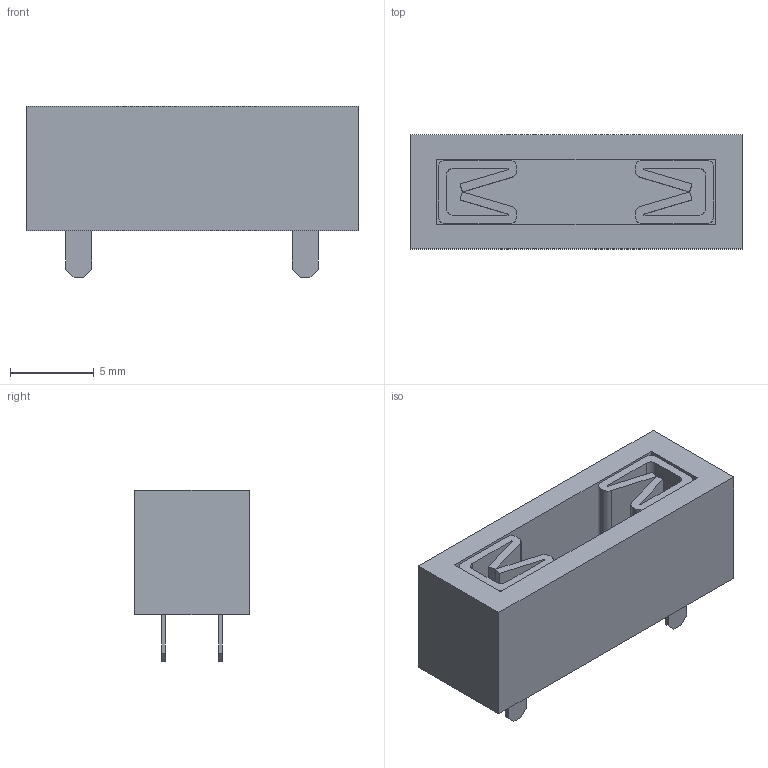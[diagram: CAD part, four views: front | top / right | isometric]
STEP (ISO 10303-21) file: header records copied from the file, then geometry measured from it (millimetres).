
FILE_DESCRIPTION(/* description */ (''),/* implementation_level */ '2;1');
FILE_NAME(/* name */ '3557-10 v2.step',/* time_stamp */ '2022-07-01T14:53:08-07:00',/* author */ (''),/* organization */ (''),/* preprocessor_version */ 'ST-DEVELOPER v19',/* originating_system */ 'Autodesk Translation Framework v11.7.0.108',/* authorisation */ '');
FILE_SCHEMA (('AUTOMOTIVE_DESIGN { 1 0 10303 214 3 1 1 }'));
Length unit declared in the file: millimetre
Products named in the file (1): 3557-10
Bounding box: 19.8 x 6.8 x 10.2 mm (x, y, z)
Volume: 703.8 mm3; surface area: 1479.6 mm2
Topology: 7 solids, 7 shells, 103 faces, 264 edges, 172 vertices
Faces by surface type: plane 79, cylinder 24
Entity records: 3139 total; most frequent: CARTESIAN_POINT 540, ORIENTED_EDGE 528, DIRECTION 520, EDGE_CURVE 264, LINE 216, VECTOR 216, VERTEX_POINT 172, AXIS2_PLACEMENT_3D 152
